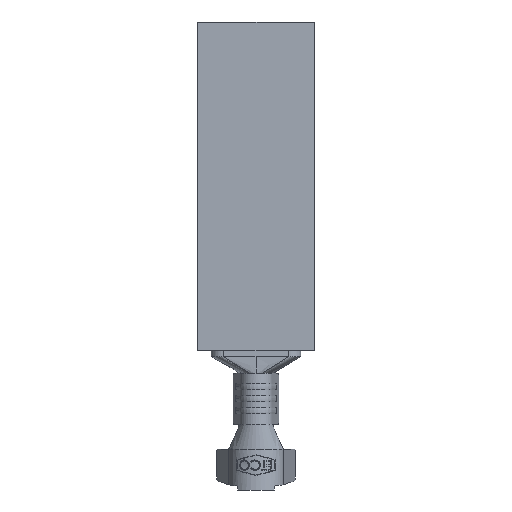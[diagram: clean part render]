
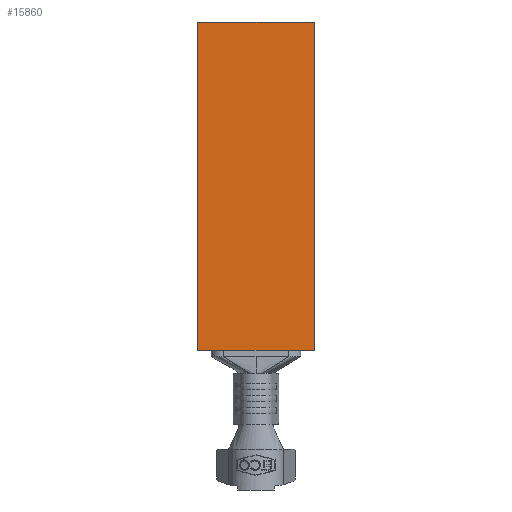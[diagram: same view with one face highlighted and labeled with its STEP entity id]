
A CAD part, front view. The second image highlights one B-rep face of the part: STEP entity #15860.
In plain terms, the highlighted planar face has unit normal (0, -1, 0).
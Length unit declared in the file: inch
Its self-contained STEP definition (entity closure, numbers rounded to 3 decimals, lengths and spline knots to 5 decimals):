
#506 = CARTESIAN_POINT ( 'NONE',  ( -0.15, 0., -0.147 ) ) ;
#1521 = CARTESIAN_POINT ( 'NONE',  ( -0.15, 0., 0.147 ) ) ;
#1585 = VERTEX_POINT ( 'NONE', #11819 ) ;
#1594 = ORIENTED_EDGE ( 'NONE', *, *, #16636, .F. ) ;
#1643 = CARTESIAN_POINT ( 'NONE',  ( 0.6815, 0., -0.147 ) ) ;
#1857 = DIRECTION ( 'NONE',  ( 0., 0., -1. ) ) ;
#2672 = VECTOR ( 'NONE', #15611, 39.37008 ) ;
#2910 = LINE ( 'NONE', #7732, #13825 ) ;
#3235 = CARTESIAN_POINT ( 'NONE',  ( -0.15, 0., 0.147 ) ) ;
#3922 = VERTEX_POINT ( 'NONE', #506 ) ;
#3950 = ORIENTED_EDGE ( 'NONE', *, *, #9565, .F. ) ;
#4104 = EDGE_LOOP ( 'NONE', ( #4891, #1594, #3950, #4295 ) ) ;
#4295 = ORIENTED_EDGE ( 'NONE', *, *, #14959, .T. ) ;
#4891 = ORIENTED_EDGE ( 'NONE', *, *, #7904, .T. ) ;
#5672 = PLANE ( 'NONE',  #15499 ) ;
#6312 = LINE ( 'NONE', #6573, #2672 ) ;
#6573 = CARTESIAN_POINT ( 'NONE',  ( 0.6815, 0., 0.147 ) ) ;
#6993 = DIRECTION ( 'NONE',  ( 0., 0., 1. ) ) ;
#7732 = CARTESIAN_POINT ( 'NONE',  ( -0.15, 0., 0.147 ) ) ;
#7865 = VERTEX_POINT ( 'NONE', #1643 ) ;
#7904 = EDGE_CURVE ( 'NONE', #3922, #7865, #16067, .T. ) ;
#8785 = FACE_OUTER_BOUND ( 'NONE', #4104, .T. ) ;
#9077 = VERTEX_POINT ( 'NONE', #14151 ) ;
#9565 = EDGE_CURVE ( 'NONE', #9077, #1585, #2910, .T. ) ;
#11010 = VECTOR ( 'NONE', #1857, 39.37008 ) ;
#11819 = CARTESIAN_POINT ( 'NONE',  ( 0.6815, 0., 0.147 ) ) ;
#12259 = CARTESIAN_POINT ( 'NONE',  ( -0.15, 0., -0.147 ) ) ;
#12641 = VECTOR ( 'NONE', #13635, 39.37008 ) ;
#13635 = DIRECTION ( 'NONE',  ( 1., 0., 0. ) ) ;
#13825 = VECTOR ( 'NONE', #16764, 39.37008 ) ;
#14151 = CARTESIAN_POINT ( 'NONE',  ( -0.15, 0., 0.147 ) ) ;
#14435 = LINE ( 'NONE', #3235, #11010 ) ;
#14754 = DIRECTION ( 'NONE',  ( 0., 1., 0. ) ) ;
#14959 = EDGE_CURVE ( 'NONE', #9077, #3922, #14435, .T. ) ;
#15499 = AXIS2_PLACEMENT_3D ( 'NONE', #1521, #14754, #6993 ) ;
#15611 = DIRECTION ( 'NONE',  ( 0., 0., -1. ) ) ;
#15860 = ADVANCED_FACE ( 'NONE', ( #8785 ), #5672, .F. ) ;
#16067 = LINE ( 'NONE', #12259, #12641 ) ;
#16636 = EDGE_CURVE ( 'NONE', #1585, #7865, #6312, .T. ) ;
#16764 = DIRECTION ( 'NONE',  ( 1., 0., 0. ) ) ;
